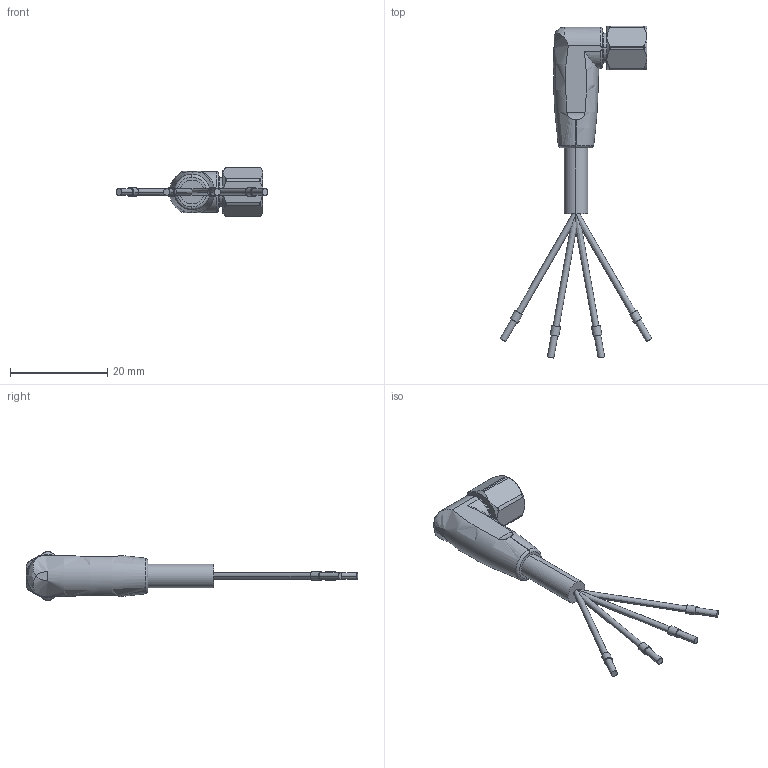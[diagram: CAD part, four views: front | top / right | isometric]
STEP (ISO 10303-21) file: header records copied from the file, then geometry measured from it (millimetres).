
FILE_DESCRIPTION (( 'STEP AP203' ), '1' );
FILE_NAME ('EVT424.step', '2023-12-06T16:30:07', ( '' ), ( '' ), 'SwSTEP 2.0', 'SolidWorks 2023', '' );
FILE_SCHEMA (( 'CONFIG_CONTROL_DESIGN' ));
Length unit declared in the file: inch
Products named in the file (1): EVT424
Bounding box: 31.17 x 68.16 x 10 mm (x, y, z)
Volume: 2407.3 mm3; surface area: 2103.1 mm2
Topology: 1 solids, 1 shells, 122 faces, 293 edges, 190 vertices
Faces by surface type: cylinder 53, plane 37, bspline 22, cone 8, torus 2
Entity records: 4404 total; most frequent: CARTESIAN_POINT 1630, ORIENTED_EDGE 586, DIRECTION 539, EDGE_CURVE 293, AXIS2_PLACEMENT_3D 232, VERTEX_POINT 190, EDGE_LOOP 139, CIRCLE 131
